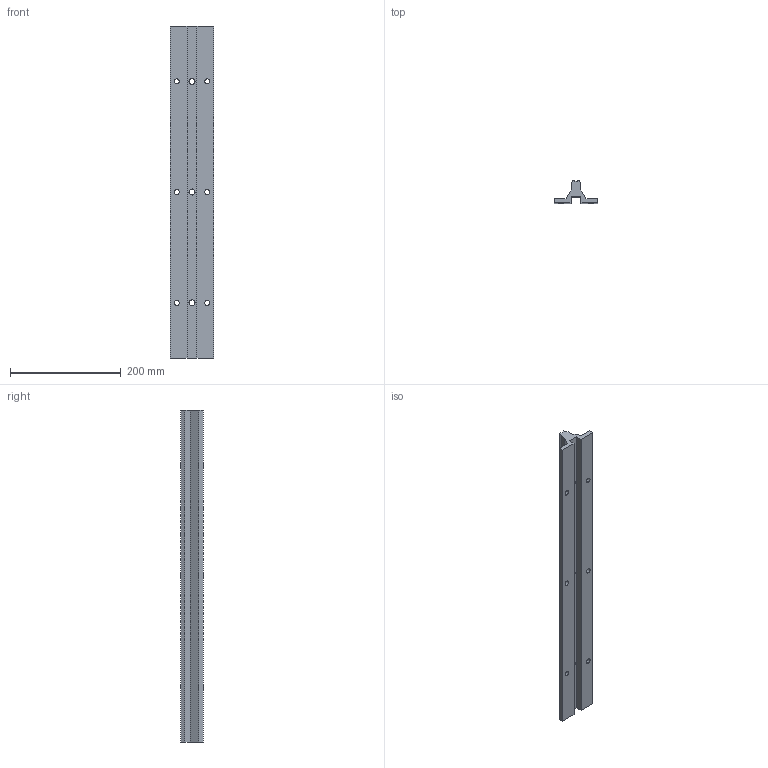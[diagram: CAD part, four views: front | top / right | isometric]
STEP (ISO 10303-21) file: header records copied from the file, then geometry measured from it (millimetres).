
FILE_DESCRIPTION (( 'STEP AP214' ), '1' );
FILE_NAME ('KWS50-40 T1-T2.step', '2021-11-27T10:18:04', ( '' ), ( '' ), 'SwSTEP 2.0', 'SolidWorks 2021', '' );
FILE_SCHEMA (( 'AUTOMOTIVE_DESIGN' ));
Length unit declared in the file: millimetre
Products named in the file (1): KWS50-40 T1-T2
Bounding box: 78 x 40.76 x 599.5 mm (x, y, z)
Volume: 655103.6 mm3; surface area: 150545.4 mm2
Topology: 1 solids, 1 shells, 37 faces, 108 edges, 70 vertices
Faces by surface type: plane 19, cylinder 18
Entity records: 1294 total; most frequent: CARTESIAN_POINT 234, ORIENTED_EDGE 216, DIRECTION 208, EDGE_CURVE 108, VECTOR 72, LINE 72, VERTEX_POINT 70, AXIS2_PLACEMENT_3D 68
